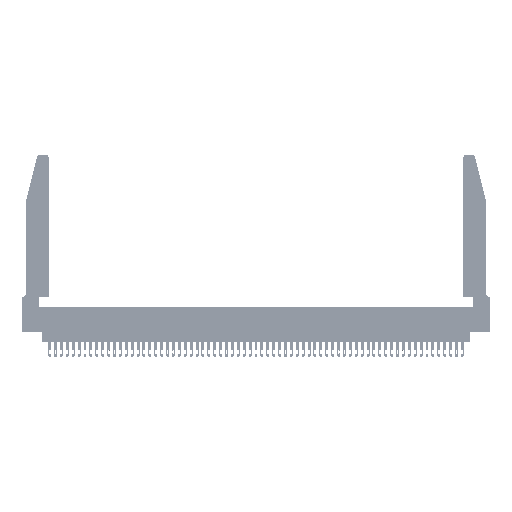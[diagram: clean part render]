
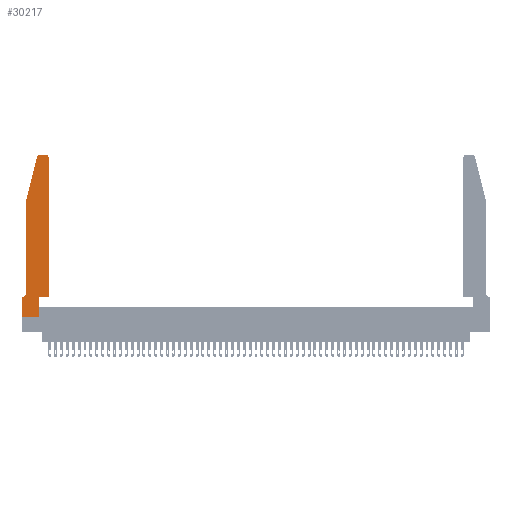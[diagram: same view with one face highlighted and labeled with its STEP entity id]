
A CAD part, top view. The second image highlights one B-rep face of the part: STEP entity #30217.
In plain terms, the highlighted planar face has unit normal (0, 0, 1).
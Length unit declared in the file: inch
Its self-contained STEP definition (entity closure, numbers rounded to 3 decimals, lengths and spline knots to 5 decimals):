
#802 = CARTESIAN_POINT ( 'NONE',  ( 0.2865, 0.35, 0.37 ) ) ;
#1303 = VECTOR ( 'NONE', #17506, 39.37008 ) ;
#1765 = CARTESIAN_POINT ( 'NONE',  ( 0.4205, 2.72, 0.37 ) ) ;
#2086 = CARTESIAN_POINT ( 'NONE',  ( 0.0055, 0.42, 0.37 ) ) ;
#2178 = ORIENTED_EDGE ( 'NONE', *, *, #40387, .T. ) ;
#2723 = DIRECTION ( 'NONE',  ( -1., 0., 0. ) ) ;
#3234 = CIRCLE ( 'NONE', #3908, 0.07 ) ;
#3788 = EDGE_CURVE ( 'NONE', #19777, #54582, #3234, .T. ) ;
#3855 = CARTESIAN_POINT ( 'NONE',  ( 0.2865, 0., 0.37 ) ) ;
#3908 = AXIS2_PLACEMENT_3D ( 'NONE', #2086, #19030, #10460 ) ;
#4259 = VECTOR ( 'NONE', #9320, 39.37008 ) ;
#4645 = ORIENTED_EDGE ( 'NONE', *, *, #48918, .T. ) ;
#4822 = VECTOR ( 'NONE', #8320, 39.37008 ) ;
#5196 = CIRCLE ( 'NONE', #13570, 0.03 ) ;
#6823 = CIRCLE ( 'NONE', #14292, 0.03 ) ;
#6916 = LINE ( 'NONE', #18544, #52060 ) ;
#6985 = LINE ( 'NONE', #31511, #4259 ) ;
#7823 = CARTESIAN_POINT ( 'NONE',  ( 0.0755, 0.35, 0.37 ) ) ;
#7839 = DIRECTION ( 'NONE',  ( 1., 0., 0. ) ) ;
#8320 = DIRECTION ( 'NONE',  ( 0., 1., 0. ) ) ;
#9320 = DIRECTION ( 'NONE',  ( 1., 0., 0. ) ) ;
#9340 = ORIENTED_EDGE ( 'NONE', *, *, #20599, .T. ) ;
#9507 = FACE_OUTER_BOUND ( 'NONE', #35469, .T. ) ;
#10424 = LINE ( 'NONE', #47937, #49481 ) ;
#10429 = VERTEX_POINT ( 'NONE', #12941 ) ;
#10460 = DIRECTION ( 'NONE',  ( -1., 0., 0. ) ) ;
#11074 = VERTEX_POINT ( 'NONE', #40097 ) ;
#11249 = VERTEX_POINT ( 'NONE', #54945 ) ;
#11273 = CARTESIAN_POINT ( 'NONE',  ( 0., 0., 0.37 ) ) ;
#11666 = CARTESIAN_POINT ( 'NONE',  ( 0.0755, 0.42, 0.37 ) ) ;
#12564 = VERTEX_POINT ( 'NONE', #802 ) ;
#12860 = ORIENTED_EDGE ( 'NONE', *, *, #53666, .T. ) ;
#12878 = LINE ( 'NONE', #52172, #1303 ) ;
#12941 = CARTESIAN_POINT ( 'NONE',  ( 0.25487, 2.72718, 0.37 ) ) ;
#13570 = AXIS2_PLACEMENT_3D ( 'NONE', #1765, #13747, #43835 ) ;
#13747 = DIRECTION ( 'NONE',  ( 0., 0., 1. ) ) ;
#14292 = AXIS2_PLACEMENT_3D ( 'NONE', #39613, #17171, #47834 ) ;
#14794 = DIRECTION ( 'NONE',  ( 0., 1., 0. ) ) ;
#15669 = EDGE_CURVE ( 'NONE', #52628, #19777, #6916, .T. ) ;
#17171 = DIRECTION ( 'NONE',  ( 0., 0., 1. ) ) ;
#17506 = DIRECTION ( 'NONE',  ( -0.239, -0.971, 0. ) ) ;
#17783 = VERTEX_POINT ( 'NONE', #28128 ) ;
#18544 = CARTESIAN_POINT ( 'NONE',  ( 0.0755, 2., 0.37 ) ) ;
#18978 = EDGE_CURVE ( 'NONE', #35486, #11249, #52999, .T. ) ;
#19030 = DIRECTION ( 'NONE',  ( 0., 0., -1. ) ) ;
#19777 = VERTEX_POINT ( 'NONE', #11666 ) ;
#20581 = ORIENTED_EDGE ( 'NONE', *, *, #18978, .T. ) ;
#20599 = EDGE_CURVE ( 'NONE', #10429, #52628, #12878, .T. ) ;
#23251 = VERTEX_POINT ( 'NONE', #3855 ) ;
#25601 = ORIENTED_EDGE ( 'NONE', *, *, #3788, .T. ) ;
#26936 = ORIENTED_EDGE ( 'NONE', *, *, #32948, .T. ) ;
#27148 = CARTESIAN_POINT ( 'NONE',  ( 0.0055, 0.35, 0.37 ) ) ;
#28005 = LINE ( 'NONE', #37794, #4822 ) ;
#28128 = CARTESIAN_POINT ( 'NONE',  ( 0., 0.35, 0.37 ) ) ;
#28323 = EDGE_CURVE ( 'NONE', #12564, #35486, #6985, .T. ) ;
#28712 = ORIENTED_EDGE ( 'NONE', *, *, #44452, .T. ) ;
#28846 = CARTESIAN_POINT ( 'NONE',  ( 0., 0., 0.37 ) ) ;
#29494 = VECTOR ( 'NONE', #55658, 39.37008 ) ;
#30217 = ADVANCED_FACE ( 'NONE', ( #9507 ), #51801, .T. ) ;
#31511 = CARTESIAN_POINT ( 'NONE',  ( 0.4505, 0.35, 0.37 ) ) ;
#32327 = EDGE_CURVE ( 'NONE', #54582, #17783, #40775, .T. ) ;
#32746 = CARTESIAN_POINT ( 'NONE',  ( 0.4505, 0.35, 0.37 ) ) ;
#32948 = EDGE_CURVE ( 'NONE', #34253, #10429, #6823, .T. ) ;
#33871 = CARTESIAN_POINT ( 'NONE',  ( 0.0755, 2., 0.37 ) ) ;
#34253 = VERTEX_POINT ( 'NONE', #41313 ) ;
#35469 = EDGE_LOOP ( 'NONE', ( #2178, #26936, #9340, #44717, #25601, #37889, #4645, #12860, #41183, #46698, #20581, #28712 ) ) ;
#35486 = VERTEX_POINT ( 'NONE', #32746 ) ;
#35627 = DIRECTION ( 'NONE',  ( 0., -1., 0. ) ) ;
#35883 = VECTOR ( 'NONE', #14794, 39.37008 ) ;
#37794 = CARTESIAN_POINT ( 'NONE',  ( 0.2865, 0.35, 0.37 ) ) ;
#37889 = ORIENTED_EDGE ( 'NONE', *, *, #32327, .T. ) ;
#39613 = CARTESIAN_POINT ( 'NONE',  ( 0.284, 2.72, 0.37 ) ) ;
#40097 = CARTESIAN_POINT ( 'NONE',  ( 0.4205, 2.75, 0.37 ) ) ;
#40271 = VECTOR ( 'NONE', #2723, 39.37008 ) ;
#40387 = EDGE_CURVE ( 'NONE', #11074, #34253, #47104, .T. ) ;
#40775 = LINE ( 'NONE', #7823, #55113 ) ;
#41183 = ORIENTED_EDGE ( 'NONE', *, *, #49695, .T. ) ;
#41247 = LINE ( 'NONE', #28846, #29494 ) ;
#41313 = CARTESIAN_POINT ( 'NONE',  ( 0.284, 2.75, 0.37 ) ) ;
#41449 = CARTESIAN_POINT ( 'NONE',  ( 0.4505, 0.35, 0.37 ) ) ;
#43226 = CARTESIAN_POINT ( 'NONE',  ( 0., 0.35, 0.37 ) ) ;
#43835 = DIRECTION ( 'NONE',  ( 1., 0., 0. ) ) ;
#44128 = DIRECTION ( 'NONE',  ( 1., 0., 0. ) ) ;
#44452 = EDGE_CURVE ( 'NONE', #11249, #11074, #5196, .T. ) ;
#44717 = ORIENTED_EDGE ( 'NONE', *, *, #15669, .T. ) ;
#46698 = ORIENTED_EDGE ( 'NONE', *, *, #28323, .T. ) ;
#46898 = VERTEX_POINT ( 'NONE', #11273 ) ;
#47065 = CARTESIAN_POINT ( 'NONE',  ( 0.2605, 2.75, 0.37 ) ) ;
#47104 = LINE ( 'NONE', #47065, #40271 ) ;
#47834 = DIRECTION ( 'NONE',  ( 1., 0., 0. ) ) ;
#47937 = CARTESIAN_POINT ( 'NONE',  ( 0., 0., 0.37 ) ) ;
#48918 = EDGE_CURVE ( 'NONE', #17783, #46898, #41247, .T. ) ;
#49481 = VECTOR ( 'NONE', #44128, 39.37008 ) ;
#49695 = EDGE_CURVE ( 'NONE', #23251, #12564, #28005, .T. ) ;
#49794 = AXIS2_PLACEMENT_3D ( 'NONE', #43226, #51623, #7839 ) ;
#51623 = DIRECTION ( 'NONE',  ( 0., 0., 1. ) ) ;
#51786 = DIRECTION ( 'NONE',  ( -1., 0., 0. ) ) ;
#51801 = PLANE ( 'NONE',  #49794 ) ;
#52060 = VECTOR ( 'NONE', #35627, 39.37008 ) ;
#52172 = CARTESIAN_POINT ( 'NONE',  ( 0.0755, 2., 0.37 ) ) ;
#52628 = VERTEX_POINT ( 'NONE', #33871 ) ;
#52999 = LINE ( 'NONE', #41449, #35883 ) ;
#53666 = EDGE_CURVE ( 'NONE', #46898, #23251, #10424, .T. ) ;
#54582 = VERTEX_POINT ( 'NONE', #27148 ) ;
#54945 = CARTESIAN_POINT ( 'NONE',  ( 0.4505, 2.72, 0.37 ) ) ;
#55113 = VECTOR ( 'NONE', #51786, 39.37008 ) ;
#55658 = DIRECTION ( 'NONE',  ( 0., -1., 0. ) ) ;
